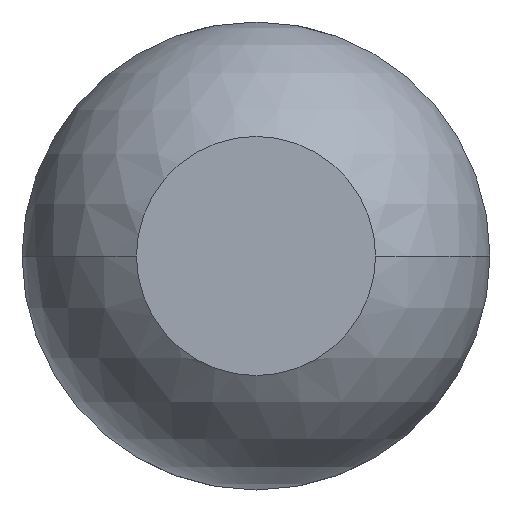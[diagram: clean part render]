
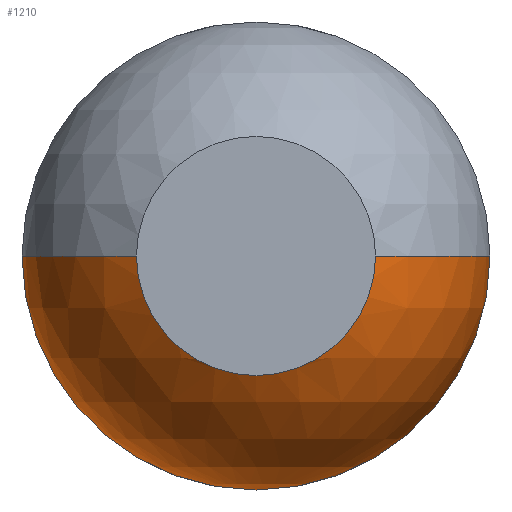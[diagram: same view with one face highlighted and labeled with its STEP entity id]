
A CAD part, front view. The second image highlights one B-rep face of the part: STEP entity #1210.
In plain terms, the highlighted spherical face has radius 0.685 mm.
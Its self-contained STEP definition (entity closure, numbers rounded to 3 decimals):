
#15 = DIRECTION ( 'NONE',  ( -1., 0., 0. ) ) ;
#229 = AXIS2_PLACEMENT_3D ( 'NONE', #2064, #2382, #741 ) ;
#326 = CIRCLE ( 'NONE', #4023, 0.685 ) ;
#470 = ORIENTED_EDGE ( 'NONE', *, *, #3573, .F. ) ;
#552 = AXIS2_PLACEMENT_3D ( 'NONE', #2573, #3884, #1643 ) ;
#561 = EDGE_CURVE ( 'NONE', #3496, #1251, #877, .T. ) ;
#653 = DIRECTION ( 'NONE',  ( 0., 0., -1. ) ) ;
#736 = CARTESIAN_POINT ( 'NONE',  ( 0.35, -30., 0. ) ) ;
#741 = DIRECTION ( 'NONE',  ( 0., 0., 1. ) ) ;
#866 = VERTEX_POINT ( 'NONE', #1656 ) ;
#877 = CIRCLE ( 'NONE', #552, 0.685 ) ;
#952 = EDGE_LOOP ( 'NONE', ( #3759, #1167, #1877, #3169, #3902, #470 ) ) ;
#1080 = EDGE_CURVE ( 'NONE', #1282, #1212, #326, .T. ) ;
#1167 = ORIENTED_EDGE ( 'NONE', *, *, #1080, .T. ) ;
#1179 = CIRCLE ( 'NONE', #1250, 0.685 ) ;
#1210 = ADVANCED_FACE ( 'Defeature ausgef�hrt1_4', ( #2767 ), #2857, .T. ) ;
#1212 = VERTEX_POINT ( 'NONE', #1354 ) ;
#1250 = AXIS2_PLACEMENT_3D ( 'NONE', #2879, #2618, #3863 ) ;
#1251 = VERTEX_POINT ( 'NONE', #2035 ) ;
#1282 = VERTEX_POINT ( 'NONE', #2160 ) ;
#1320 = CARTESIAN_POINT ( 'NONE',  ( 0., -29.411, 0. ) ) ;
#1354 = CARTESIAN_POINT ( 'NONE',  ( -0.685, -29.411, 0. ) ) ;
#1415 = CIRCLE ( 'NONE', #2014, 0.35 ) ;
#1554 = EDGE_CURVE ( 'Defeature ausgef�hrt1_5+Defeature ausgef�hrt1_4+Defeature ausgef�hrt1_4+Defeature ausgef�hrt1_4', #2974, #1212, #1179, .T. ) ;
#1632 = DIRECTION ( 'NONE',  ( 0., 0., -1. ) ) ;
#1643 = DIRECTION ( 'NONE',  ( 1., 0., 0. ) ) ;
#1656 = CARTESIAN_POINT ( 'NONE',  ( 0., -30., -0.35 ) ) ;
#1815 = CIRCLE ( 'NONE', #3779, 0.35 ) ;
#1877 = ORIENTED_EDGE ( 'NONE', *, *, #1554, .F. ) ;
#2014 = AXIS2_PLACEMENT_3D ( 'NONE', #2063, #3324, #3365 ) ;
#2035 = CARTESIAN_POINT ( 'NONE',  ( 0.685, -29.411, 0. ) ) ;
#2063 = CARTESIAN_POINT ( 'NONE',  ( 0., -30., 0. ) ) ;
#2064 = CARTESIAN_POINT ( 'NONE',  ( 0., -29.411, 0. ) ) ;
#2073 = DIRECTION ( 'NONE',  ( 0., -1., 0. ) ) ;
#2160 = CARTESIAN_POINT ( 'NONE',  ( -0.35, -30., 0. ) ) ;
#2184 = AXIS2_PLACEMENT_3D ( 'NONE', #1320, #1632, #2888 ) ;
#2356 = EDGE_CURVE ( 'Defeature ausgef�hrt1_17+Defeature ausgef�hrt1_4+Defeature ausgef�hrt1_4+Defeature ausgef�hrt1_4', #1282, #866, #1415, .T. ) ;
#2382 = DIRECTION ( 'NONE',  ( 0., 1., 0. ) ) ;
#2573 = CARTESIAN_POINT ( 'NONE',  ( 0., -29.411, 0. ) ) ;
#2618 = DIRECTION ( 'NONE',  ( 0., 1., 0. ) ) ;
#2767 = FACE_OUTER_BOUND ( 'NONE', #952, .T. ) ;
#2857 = SPHERICAL_SURFACE ( 'NONE', #2184, 0.685 ) ;
#2879 = CARTESIAN_POINT ( 'NONE',  ( 0., -29.411, 0. ) ) ;
#2888 = DIRECTION ( 'NONE',  ( 1., 0., 0. ) ) ;
#2974 = VERTEX_POINT ( 'NONE', #3400 ) ;
#3088 = DIRECTION ( 'NONE',  ( 0., 0., -1. ) ) ;
#3169 = ORIENTED_EDGE ( 'NONE', *, *, #4052, .F. ) ;
#3324 = DIRECTION ( 'NONE',  ( 0., -1., 0. ) ) ;
#3365 = DIRECTION ( 'NONE',  ( 0., 0., -1. ) ) ;
#3400 = CARTESIAN_POINT ( 'NONE',  ( 0., -29.411, -0.685 ) ) ;
#3485 = CARTESIAN_POINT ( 'NONE',  ( 0., -29.411, 0. ) ) ;
#3496 = VERTEX_POINT ( 'NONE', #736 ) ;
#3550 = CIRCLE ( 'NONE', #229, 0.685 ) ;
#3573 = EDGE_CURVE ( 'Defeature ausgef�hrt1_17+Defeature ausgef�hrt1_4+Defeature ausgef�hrt1_4+Defeature ausgef�hrt1_4', #866, #3496, #1815, .T. ) ;
#3759 = ORIENTED_EDGE ( 'NONE', *, *, #2356, .F. ) ;
#3779 = AXIS2_PLACEMENT_3D ( 'NONE', #3967, #2073, #3088 ) ;
#3863 = DIRECTION ( 'NONE',  ( 0., 0., 1. ) ) ;
#3884 = DIRECTION ( 'NONE',  ( 0., 0., 1. ) ) ;
#3902 = ORIENTED_EDGE ( 'NONE', *, *, #561, .F. ) ;
#3967 = CARTESIAN_POINT ( 'NONE',  ( 0., -30., 0. ) ) ;
#4023 = AXIS2_PLACEMENT_3D ( 'NONE', #3485, #653, #15 ) ;
#4052 = EDGE_CURVE ( 'Defeature ausgef�hrt1_5+Defeature ausgef�hrt1_4+Defeature ausgef�hrt1_4+Defeature ausgef�hrt1_4', #1251, #2974, #3550, .T. ) ;
